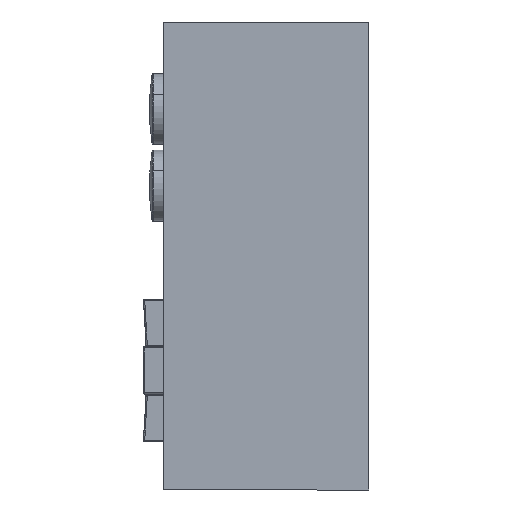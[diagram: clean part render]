
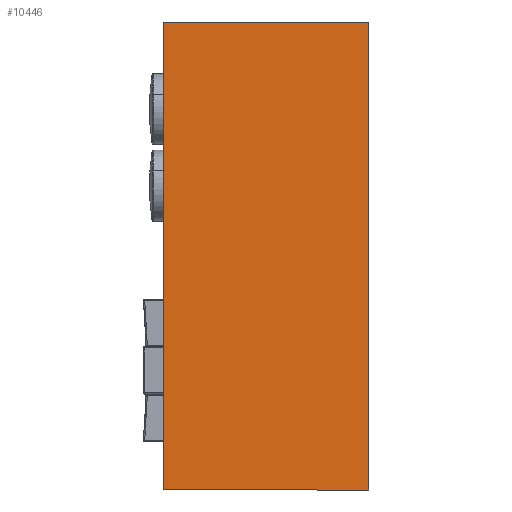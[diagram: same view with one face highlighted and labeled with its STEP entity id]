
A CAD part, front view. The second image highlights one B-rep face of the part: STEP entity #10446.
In plain terms, the highlighted planar face has unit normal (0, -1, 0).
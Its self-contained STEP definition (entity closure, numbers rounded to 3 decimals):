
#112 = EDGE_CURVE ( 'NONE', #4563, #18254, #19684, .T. ) ;
#2700 = CARTESIAN_POINT ( 'NONE',  ( -17.645, -19.282, 1.5 ) ) ;
#2794 = CARTESIAN_POINT ( 'NONE',  ( 51.355, -19.282, 147.354 ) ) ;
#3082 = DIRECTION ( 'NONE',  ( 0., 0., 1. ) ) ;
#4563 = VERTEX_POINT ( 'NONE', #7710 ) ;
#4623 = LINE ( 'NONE', #7859, #12552 ) ;
#4968 = DIRECTION ( 'NONE',  ( 0., 0., -1. ) ) ;
#5173 = VECTOR ( 'NONE', #4968, 1000. ) ;
#5925 = ORIENTED_EDGE ( 'NONE', *, *, #11504, .T. ) ;
#7710 = CARTESIAN_POINT ( 'NONE',  ( 51.355, -19.282, 1.5 ) ) ;
#7771 = DIRECTION ( 'NONE',  ( 0., 0., -1. ) ) ;
#7859 = CARTESIAN_POINT ( 'NONE',  ( 0., -19.282, 1.5 ) ) ;
#7946 = EDGE_CURVE ( 'NONE', #13994, #13137, #16720, .T. ) ;
#8824 = LINE ( 'NONE', #10763, #12894 ) ;
#8922 = EDGE_CURVE ( 'NONE', #13994, #4563, #4623, .T. ) ;
#9255 = EDGE_LOOP ( 'NONE', ( #20307, #17738, #5925, #15728 ) ) ;
#10446 = ADVANCED_FACE ( 'NONE', ( #21757 ), #12595, .F. ) ;
#10528 = CARTESIAN_POINT ( 'NONE',  ( 0., -19.282, 147.354 ) ) ;
#10763 = CARTESIAN_POINT ( 'NONE',  ( -10.895, -19.282, -28.734 ) ) ;
#11167 = CARTESIAN_POINT ( 'NONE',  ( -17.645, -19.282, 147.354 ) ) ;
#11504 = EDGE_CURVE ( 'NONE', #13137, #18254, #8824, .T. ) ;
#12552 = VECTOR ( 'NONE', #23088, 1000. ) ;
#12595 = PLANE ( 'NONE',  #12623 ) ;
#12623 = AXIS2_PLACEMENT_3D ( 'NONE', #10528, #21526, #3082 ) ;
#12894 = VECTOR ( 'NONE', #17767, 1000. ) ;
#13137 = VERTEX_POINT ( 'NONE', #19132 ) ;
#13994 = VERTEX_POINT ( 'NONE', #2700 ) ;
#15728 = ORIENTED_EDGE ( 'NONE', *, *, #112, .F. ) ;
#16720 = LINE ( 'NONE', #11167, #21403 ) ;
#17738 = ORIENTED_EDGE ( 'NONE', *, *, #7946, .T. ) ;
#17767 = DIRECTION ( 'NONE',  ( 1., 0., 0. ) ) ;
#18132 = CARTESIAN_POINT ( 'NONE',  ( 51.355, -19.282, -28.734 ) ) ;
#18254 = VERTEX_POINT ( 'NONE', #18132 ) ;
#19132 = CARTESIAN_POINT ( 'NONE',  ( -17.645, -19.282, -28.734 ) ) ;
#19684 = LINE ( 'NONE', #2794, #5173 ) ;
#20307 = ORIENTED_EDGE ( 'NONE', *, *, #8922, .F. ) ;
#21403 = VECTOR ( 'NONE', #7771, 1000. ) ;
#21526 = DIRECTION ( 'NONE',  ( 0., 1., 0. ) ) ;
#21757 = FACE_OUTER_BOUND ( 'NONE', #9255, .T. ) ;
#23088 = DIRECTION ( 'NONE',  ( 1., 0., 0. ) ) ;
